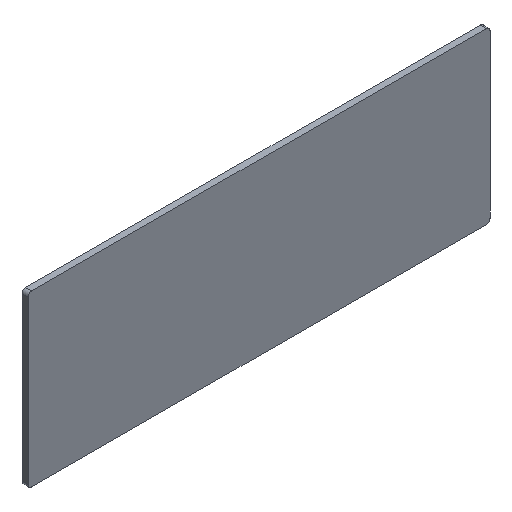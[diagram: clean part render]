
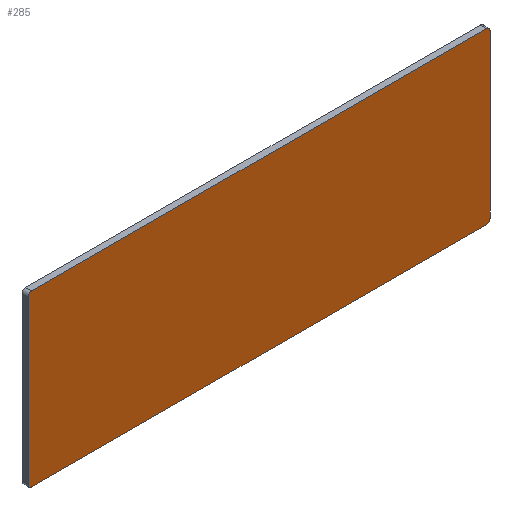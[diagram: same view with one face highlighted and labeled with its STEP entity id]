
A CAD part, isometric view. The second image highlights one B-rep face of the part: STEP entity #285.
In plain terms, the highlighted planar face has unit normal (0, -1, 0).
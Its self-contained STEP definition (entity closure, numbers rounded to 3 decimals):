
#33=CARTESIAN_POINT('',(-60.25,-47.,11.));
#34=DIRECTION('',(0.,-1.,0.));
#35=DIRECTION('',(0.,0.,1.));
#36=AXIS2_PLACEMENT_3D('',#33,#34,#35);
#38=DIRECTION('',(-1.,0.,0.));
#39=VECTOR('',#38,120.5);
#40=CARTESIAN_POINT('',(60.25,-47.,12.));
#41=LINE('',#40,#39);
#42=CARTESIAN_POINT('',(60.25,-47.,11.));
#43=DIRECTION('',(0.,-1.,0.));
#44=DIRECTION('',(1.,0.,0.));
#45=AXIS2_PLACEMENT_3D('',#42,#43,#44);
#47=DIRECTION('',(0.,0.,1.));
#48=VECTOR('',#47,43.);
#49=CARTESIAN_POINT('',(61.25,-47.,-32.));
#50=LINE('',#49,#48);
#51=CARTESIAN_POINT('',(60.25,-47.,-32.));
#52=DIRECTION('',(0.,-1.,0.));
#53=DIRECTION('',(0.,0.,-1.));
#54=AXIS2_PLACEMENT_3D('',#51,#52,#53);
#56=DIRECTION('',(1.,0.,0.));
#57=VECTOR('',#56,120.5);
#58=CARTESIAN_POINT('',(-60.25,-47.,-33.));
#59=LINE('',#58,#57);
#60=CARTESIAN_POINT('',(-60.25,-47.,-32.));
#61=DIRECTION('',(0.,-1.,0.));
#62=DIRECTION('',(-1.,0.,0.));
#63=AXIS2_PLACEMENT_3D('',#60,#61,#62);
#65=DIRECTION('',(0.,0.,-1.));
#66=VECTOR('',#65,43.);
#67=CARTESIAN_POINT('',(-61.25,-47.,11.));
#68=LINE('',#67,#66);
#169=CARTESIAN_POINT('',(-60.25,-47.,12.));
#170=CARTESIAN_POINT('',(-61.25,-47.,11.));
#171=VERTEX_POINT('',#169);
#172=VERTEX_POINT('',#170);
#175=CARTESIAN_POINT('',(60.25,-47.,12.));
#176=VERTEX_POINT('',#175);
#179=CARTESIAN_POINT('',(61.25,-47.,11.));
#180=VERTEX_POINT('',#179);
#181=CARTESIAN_POINT('',(60.25,-47.,-33.));
#182=CARTESIAN_POINT('',(61.25,-47.,-32.));
#183=VERTEX_POINT('',#181);
#184=VERTEX_POINT('',#182);
#187=CARTESIAN_POINT('',(-60.25,-47.,-33.));
#188=VERTEX_POINT('',#187);
#191=CARTESIAN_POINT('',(-61.25,-47.,-32.));
#192=VERTEX_POINT('',#191);
#264=CARTESIAN_POINT('',(0.,-47.,-10.5));
#265=DIRECTION('',(0.,1.,0.));
#266=DIRECTION('',(0.,0.,-1.));
#267=AXIS2_PLACEMENT_3D('',#264,#265,#266);
#268=PLANE('',#267);
#270=ORIENTED_EDGE('',*,*,#269,.F.);
#272=ORIENTED_EDGE('',*,*,#271,.F.);
#274=ORIENTED_EDGE('',*,*,#273,.F.);
#276=ORIENTED_EDGE('',*,*,#275,.F.);
#278=ORIENTED_EDGE('',*,*,#277,.F.);
#280=ORIENTED_EDGE('',*,*,#279,.F.);
#281=ORIENTED_EDGE('',*,*,#255,.F.);
#282=ORIENTED_EDGE('',*,*,#245,.F.);
#283=EDGE_LOOP('',(#270,#272,#274,#276,#278,#280,#281,#282));
#284=FACE_OUTER_BOUND('',#283,.F.);
#285=ADVANCED_FACE('',(#284),#268,.F.);
#37=CIRCLE('',#36,1.);
#46=CIRCLE('',#45,1.);
#55=CIRCLE('',#54,1.);
#64=CIRCLE('',#63,1.);
#245=EDGE_CURVE('',#172,#192,#68,.T.);
#255=EDGE_CURVE('',#192,#188,#64,.T.);
#269=EDGE_CURVE('',#171,#172,#37,.T.);
#271=EDGE_CURVE('',#176,#171,#41,.T.);
#273=EDGE_CURVE('',#180,#176,#46,.T.);
#275=EDGE_CURVE('',#184,#180,#50,.T.);
#277=EDGE_CURVE('',#183,#184,#55,.T.);
#279=EDGE_CURVE('',#188,#183,#59,.T.);
